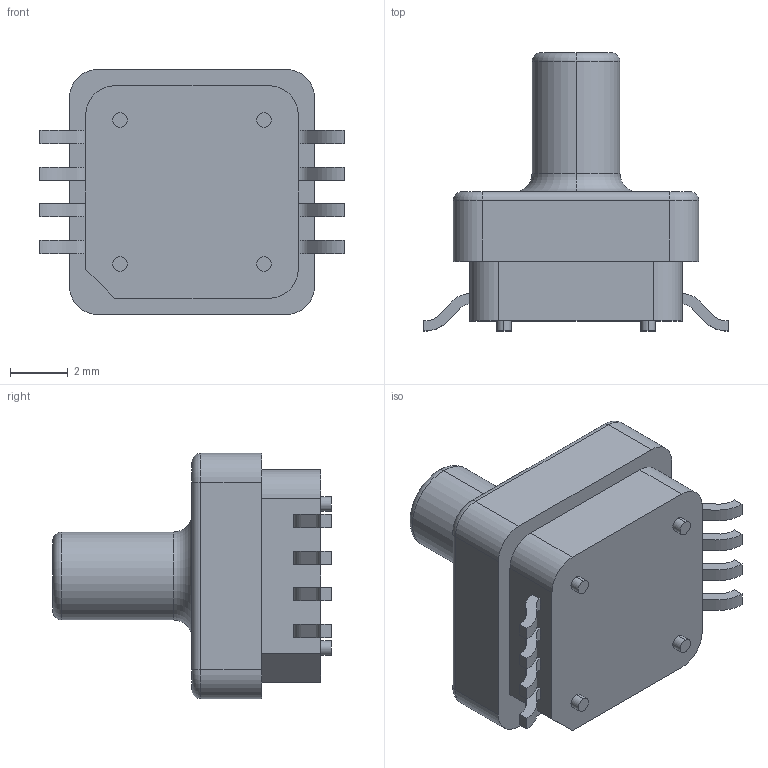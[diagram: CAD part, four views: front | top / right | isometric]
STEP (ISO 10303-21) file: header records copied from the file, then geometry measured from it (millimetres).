
FILE_DESCRIPTION (( 'STEP AP214' ), '1' );
FILE_NAME ('NXP_CASE 1317A-03.STEP', '2020-09-25T06:11:26', ( '' ), ( '' ), 'SwSTEP 2.0', 'SolidWorks 2020', '' );
FILE_SCHEMA (( 'AUTOMOTIVE_DESIGN' ));
Length unit declared in the file: millimetre
Products named in the file (1): NXP_CASE 1317A-03
Bounding box: 10.57 x 9.65 x 8.51 mm (x, y, z)
Volume: 304.9 mm3; surface area: 373.8 mm2
Topology: 1 solids, 1 shells, 89 faces, 204 edges, 132 vertices
Faces by surface type: plane 42, cylinder 23, bspline 16, torus 8
Entity records: 3737 total; most frequent: CARTESIAN_POINT 762, ORIENTED_EDGE 408, DIRECTION 378, EDGE_CURVE 204, AXIS2_PLACEMENT_3D 132, VERTEX_POINT 132, LINE 114, VECTOR 114
